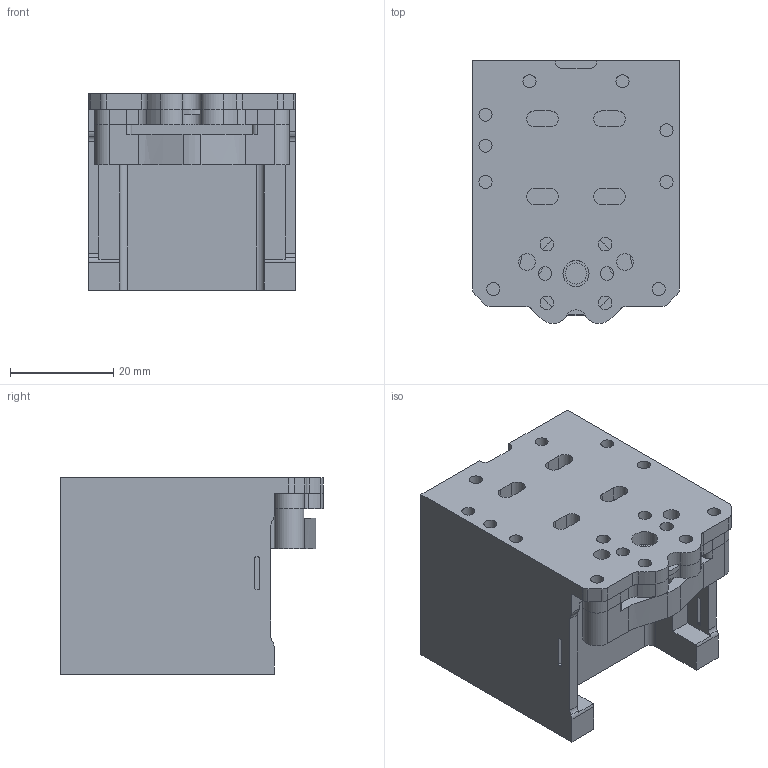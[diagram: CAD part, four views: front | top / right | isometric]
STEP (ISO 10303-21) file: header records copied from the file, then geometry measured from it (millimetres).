
FILE_DESCRIPTION(/* description */ ('Mockup reference model of VzBoT Vz-Printhead'),/* implementation_level */ '2;1');
FILE_NAME(/* name */ 'Vz-Printhead VzBoT.step',/* time_stamp */ '2022-08-26T15:15:16-04:00',/* author */ ('Simon Vez'),/* organization */ ('VzBoT3D'),/* preprocessor_version */ 'ST-DEVELOPER v19',/* originating_system */ 'Autodesk Translation Framework v11.7.0.108',/* authorisation */ '');
FILE_SCHEMA (('AUTOMOTIVE_DESIGN { 1 0 10303 214 3 1 1 }'));
Length unit declared in the file: millimetre
Products named in the file (5): Vz-Printhead VzBoT; Hotend adapter; GrooveMount adapter (1); 1.1mm printed spacer ; Print head
Assembly tree (4 placements, depth 3):
  Vz-Printhead VzBoT
    Hotend adapter
    GrooveMount adapter (1)
      1.1mm printed spacer 
    Print head
Bounding box: 40 x 50.86 x 38 mm (x, y, z)
Volume: 52326.8 mm3; surface area: 15159 mm2
Topology: 4 solids, 4 shells, 215 faces, 546 edges, 364 vertices
Faces by surface type: cylinder 111, plane 98, bspline 6
Full cylindrical faces by diameter (mm): 2.529 x19, 2.6 x6, 3.1 x4, 3.2 x2, 4.1 x1, 5.035 x1, 12.05 x1
Entity records: 6911 total; most frequent: CARTESIAN_POINT 1301, DIRECTION 1196, ORIENTED_EDGE 1092, EDGE_CURVE 546, AXIS2_PLACEMENT_3D 443, VERTEX_POINT 364, LINE 310, VECTOR 310
